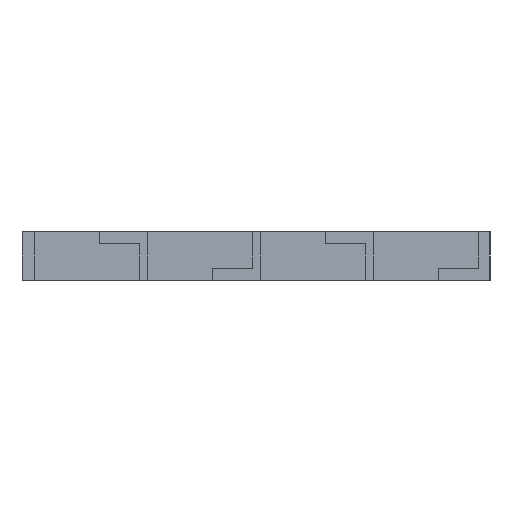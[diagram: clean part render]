
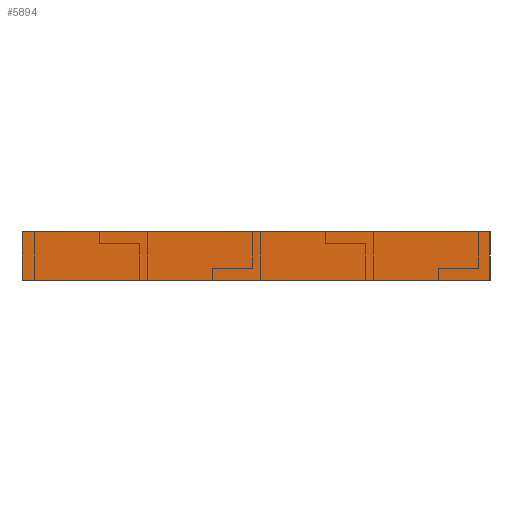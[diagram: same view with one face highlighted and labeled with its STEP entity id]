
A CAD part, left-side view. The second image highlights one B-rep face of the part: STEP entity #5894.
In plain terms, the highlighted planar face has unit normal (-1, 0, 0).
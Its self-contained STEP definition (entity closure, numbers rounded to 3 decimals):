
#270 = VERTEX_POINT ( 'NONE', #4585 ) ;
#280 = VECTOR ( 'NONE', #766, 1000. ) ;
#477 = ORIENTED_EDGE ( 'NONE', *, *, #6376, .T. ) ;
#519 = LINE ( 'NONE', #5384, #730 ) ;
#730 = VECTOR ( 'NONE', #3158, 1000. ) ;
#766 = DIRECTION ( 'NONE',  ( 0., -1., 0. ) ) ;
#1089 = PLANE ( 'NONE',  #4364 ) ;
#1121 = VERTEX_POINT ( 'NONE', #3008 ) ;
#1224 = LINE ( 'NONE', #3469, #280 ) ;
#1417 = DIRECTION ( 'NONE',  ( 0., 1., 0. ) ) ;
#1995 = CARTESIAN_POINT ( 'NONE',  ( -237., -58., -3. ) ) ;
#2390 = CARTESIAN_POINT ( 'NONE',  ( -237., -58., 3. ) ) ;
#2991 = CARTESIAN_POINT ( 'NONE',  ( -237., 0., 3. ) ) ;
#3008 = CARTESIAN_POINT ( 'NONE',  ( -237., 0., 3. ) ) ;
#3158 = DIRECTION ( 'NONE',  ( 0., 0., -1. ) ) ;
#3469 = CARTESIAN_POINT ( 'NONE',  ( -237., 0., -3. ) ) ;
#3587 = DIRECTION ( 'NONE',  ( 0., 0., 1. ) ) ;
#3695 = FACE_OUTER_BOUND ( 'NONE', #4857, .T. ) ;
#4364 = AXIS2_PLACEMENT_3D ( 'NONE', #6916, #5847, #5955 ) ;
#4563 = ORIENTED_EDGE ( 'NONE', *, *, #6058, .T. ) ;
#4585 = CARTESIAN_POINT ( 'NONE',  ( -237., 0., -3. ) ) ;
#4857 = EDGE_LOOP ( 'NONE', ( #477, #4563, #6369, #6535 ) ) ;
#5006 = VERTEX_POINT ( 'NONE', #2390 ) ;
#5125 = EDGE_CURVE ( 'NONE', #5006, #1121, #5676, .T. ) ;
#5140 = CARTESIAN_POINT ( 'NONE',  ( -237., -58., -3. ) ) ;
#5384 = CARTESIAN_POINT ( 'NONE',  ( -237., 0., -3. ) ) ;
#5494 = VECTOR ( 'NONE', #3587, 1000. ) ;
#5676 = LINE ( 'NONE', #2991, #6161 ) ;
#5702 = LINE ( 'NONE', #5140, #5494 ) ;
#5847 = DIRECTION ( 'NONE',  ( -1., 0., 0. ) ) ;
#5894 = ADVANCED_FACE ( 'NONE', ( #3695 ), #1089, .T. ) ;
#5955 = DIRECTION ( 'NONE',  ( 0., 0., 1. ) ) ;
#6058 = EDGE_CURVE ( 'NONE', #6563, #5006, #5702, .T. ) ;
#6161 = VECTOR ( 'NONE', #1417, 1000. ) ;
#6244 = EDGE_CURVE ( 'NONE', #1121, #270, #519, .T. ) ;
#6369 = ORIENTED_EDGE ( 'NONE', *, *, #5125, .T. ) ;
#6376 = EDGE_CURVE ( 'NONE', #270, #6563, #1224, .T. ) ;
#6535 = ORIENTED_EDGE ( 'NONE', *, *, #6244, .T. ) ;
#6563 = VERTEX_POINT ( 'NONE', #1995 ) ;
#6916 = CARTESIAN_POINT ( 'NONE',  ( -237., 0., 0. ) ) ;
